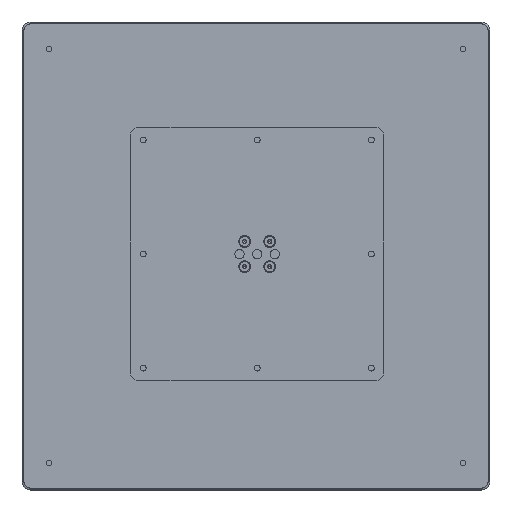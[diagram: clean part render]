
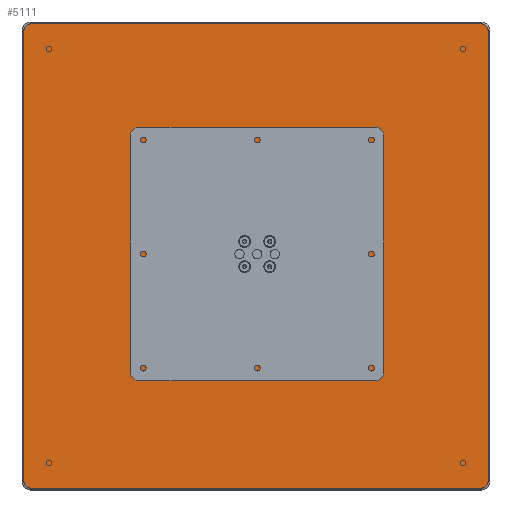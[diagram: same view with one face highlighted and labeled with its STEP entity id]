
A CAD part, top view. The second image highlights one B-rep face of the part: STEP entity #5111.
In plain terms, the highlighted planar face has unit normal (0, 0, 1).
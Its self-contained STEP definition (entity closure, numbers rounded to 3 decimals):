
#5111=ADVANCED_FACE('',(#12122,#12123,#12124,#12125,#12126,#12127,#12128,#12129),#12130,.F.);
#12122=FACE_OUTER_BOUND('',#17395,.T.);
#12123=FACE_BOUND('',#17396,.T.);
#12124=FACE_BOUND('',#17397,.T.);
#12125=FACE_BOUND('',#17398,.T.);
#12126=FACE_BOUND('',#17399,.T.);
#12127=FACE_BOUND('',#17400,.T.);
#12128=FACE_BOUND('',#17401,.T.);
#12129=FACE_BOUND('',#17402,.T.);
#12130=PLANE('',#17403);
#17395=EDGE_LOOP('',(#33682,#33683,#33684,#33685,#33686,#33687,#33688,#33689));
#17396=EDGE_LOOP('',(#33690,#33691));
#17397=EDGE_LOOP('',(#33692,#33693));
#17398=EDGE_LOOP('',(#33694,#33695));
#17399=EDGE_LOOP('',(#33696,#33697));
#17400=EDGE_LOOP('',(#33698,#33699));
#17401=EDGE_LOOP('',(#33700,#33701));
#17402=EDGE_LOOP('',(#33702,#33703));
#17403=AXIS2_PLACEMENT_3D('',#33704,#33705,#33706);
#33682=ORIENTED_EDGE('',*,*,#41458,.T.);
#33683=ORIENTED_EDGE('',*,*,#41459,.T.);
#33684=ORIENTED_EDGE('',*,*,#41460,.T.);
#33685=ORIENTED_EDGE('',*,*,#41461,.T.);
#33686=ORIENTED_EDGE('',*,*,#41462,.T.);
#33687=ORIENTED_EDGE('',*,*,#41463,.T.);
#33688=ORIENTED_EDGE('',*,*,#41464,.T.);
#33689=ORIENTED_EDGE('',*,*,#41465,.T.);
#33690=ORIENTED_EDGE('',*,*,#41429,.F.);
#33691=ORIENTED_EDGE('',*,*,#41389,.F.);
#33692=ORIENTED_EDGE('',*,*,#41427,.F.);
#33693=ORIENTED_EDGE('',*,*,#41393,.F.);
#33694=ORIENTED_EDGE('',*,*,#41425,.F.);
#33695=ORIENTED_EDGE('',*,*,#41397,.F.);
#33696=ORIENTED_EDGE('',*,*,#41423,.F.);
#33697=ORIENTED_EDGE('',*,*,#41401,.F.);
#33698=ORIENTED_EDGE('',*,*,#41421,.F.);
#33699=ORIENTED_EDGE('',*,*,#41405,.F.);
#33700=ORIENTED_EDGE('',*,*,#41419,.F.);
#33701=ORIENTED_EDGE('',*,*,#41409,.F.);
#33702=ORIENTED_EDGE('',*,*,#41417,.F.);
#33703=ORIENTED_EDGE('',*,*,#41413,.F.);
#33704=CARTESIAN_POINT('',(-93.833,-118.935,10.0));
#33705=DIRECTION('',(0.0,0.0,-1.0));
#33706=DIRECTION('',(1.0,0.0,0.0));
#41389=EDGE_CURVE('',#49894,#49897,#49898,.F.);
#41393=EDGE_CURVE('',#49902,#49905,#49906,.F.);
#41397=EDGE_CURVE('',#49910,#49913,#49914,.F.);
#41401=EDGE_CURVE('',#49918,#49921,#49922,.F.);
#41405=EDGE_CURVE('',#49926,#49929,#49930,.F.);
#41409=EDGE_CURVE('',#49934,#49937,#49938,.F.);
#41413=EDGE_CURVE('',#49942,#49945,#49946,.F.);
#41417=EDGE_CURVE('',#49945,#49942,#49951,.F.);
#41419=EDGE_CURVE('',#49937,#49934,#49953,.F.);
#41421=EDGE_CURVE('',#49929,#49926,#49955,.F.);
#41423=EDGE_CURVE('',#49921,#49918,#49957,.F.);
#41425=EDGE_CURVE('',#49913,#49910,#49959,.F.);
#41427=EDGE_CURVE('',#49905,#49902,#49961,.F.);
#41429=EDGE_CURVE('',#49897,#49894,#49963,.F.);
#41458=EDGE_CURVE('',#50016,#50017,#50018,.F.);
#41459=EDGE_CURVE('',#50017,#50019,#50020,.F.);
#41460=EDGE_CURVE('',#50019,#50021,#50022,.F.);
#41461=EDGE_CURVE('',#50021,#50023,#50024,.F.);
#41462=EDGE_CURVE('',#50023,#50025,#50026,.F.);
#41463=EDGE_CURVE('',#50025,#50027,#50028,.F.);
#41464=EDGE_CURVE('',#50027,#50029,#50030,.F.);
#41465=EDGE_CURVE('',#50029,#50016,#50031,.F.);
#49894=VERTEX_POINT('',#60213);
#49897=VERTEX_POINT('',#60217);
#49898=CIRCLE('',#60218,3.25);
#49902=VERTEX_POINT('',#60223);
#49905=VERTEX_POINT('',#60227);
#49906=CIRCLE('',#60228,3.25);
#49910=VERTEX_POINT('',#60233);
#49913=VERTEX_POINT('',#60237);
#49914=CIRCLE('',#60238,3.25);
#49918=VERTEX_POINT('',#60243);
#49921=VERTEX_POINT('',#60247);
#49922=CIRCLE('',#60248,3.25);
#49926=VERTEX_POINT('',#60253);
#49929=VERTEX_POINT('',#60257);
#49930=CIRCLE('',#60258,5.5);
#49934=VERTEX_POINT('',#60263);
#49937=VERTEX_POINT('',#60267);
#49938=CIRCLE('',#60268,5.5);
#49942=VERTEX_POINT('',#60273);
#49945=VERTEX_POINT('',#60277);
#49946=CIRCLE('',#60278,5.5);
#49951=CIRCLE('',#60284,5.5);
#49953=CIRCLE('',#60286,5.5);
#49955=CIRCLE('',#60288,5.5);
#49957=CIRCLE('',#60290,3.25);
#49959=CIRCLE('',#60292,3.25);
#49961=CIRCLE('',#60294,3.25);
#49963=CIRCLE('',#60296,3.25);
#50016=VERTEX_POINT('',#60369);
#50017=VERTEX_POINT('',#60370);
#50018=LINE('',#60371,#60372);
#50019=VERTEX_POINT('',#60373);
#50020=CIRCLE('',#60374,8.0);
#50021=VERTEX_POINT('',#60375);
#50022=LINE('',#60376,#60377);
#50023=VERTEX_POINT('',#60378);
#50024=CIRCLE('',#60379,8.0);
#50025=VERTEX_POINT('',#60380);
#50026=LINE('',#60381,#60382);
#50027=VERTEX_POINT('',#60383);
#50028=CIRCLE('',#60384,8.0);
#50029=VERTEX_POINT('',#60385);
#50030=LINE('',#60386,#60387);
#50031=CIRCLE('',#60388,8.0);
#60213=CARTESIAN_POINT('',(-111.933,-104.085,10.0));
#60217=CARTESIAN_POINT('',(-105.433,-104.085,10.0));
#60218=AXIS2_PLACEMENT_3D('',#69287,#69288,#69289);
#60223=CARTESIAN_POINT('',(-82.233,-104.085,10.0));
#60227=CARTESIAN_POINT('',(-75.733,-104.085,10.0));
#60228=AXIS2_PLACEMENT_3D('',#69295,#69296,#69297);
#60233=CARTESIAN_POINT('',(-82.233,-133.785,10.0));
#60237=CARTESIAN_POINT('',(-75.733,-133.785,10.0));
#60238=AXIS2_PLACEMENT_3D('',#69303,#69304,#69305);
#60243=CARTESIAN_POINT('',(-111.933,-133.785,10.0));
#60247=CARTESIAN_POINT('',(-105.433,-133.785,10.0));
#60248=AXIS2_PLACEMENT_3D('',#69311,#69312,#69313);
#60253=CARTESIAN_POINT('',(-120.333,-118.935,10.0));
#60257=CARTESIAN_POINT('',(-109.333,-118.935,10.0));
#60258=AXIS2_PLACEMENT_3D('',#69319,#69320,#69321);
#60263=CARTESIAN_POINT('',(-99.333,-118.935,10.0));
#60267=CARTESIAN_POINT('',(-88.333,-118.935,10.0));
#60268=AXIS2_PLACEMENT_3D('',#69327,#69328,#69329);
#60273=CARTESIAN_POINT('',(-78.333,-118.935,10.0));
#60277=CARTESIAN_POINT('',(-67.333,-118.935,10.0));
#60278=AXIS2_PLACEMENT_3D('',#69335,#69336,#69337);
#60284=AXIS2_PLACEMENT_3D('',#69345,#69346,#69347);
#60286=AXIS2_PLACEMENT_3D('',#69351,#69352,#69353);
#60288=AXIS2_PLACEMENT_3D('',#69357,#69358,#69359);
#60290=AXIS2_PLACEMENT_3D('',#69363,#69364,#69365);
#60292=AXIS2_PLACEMENT_3D('',#69369,#69370,#69371);
#60294=AXIS2_PLACEMENT_3D('',#69375,#69376,#69377);
#60296=AXIS2_PLACEMENT_3D('',#69381,#69382,#69383);
#60369=CARTESIAN_POINT('',(-360.833,-393.935,10.0));
#60370=CARTESIAN_POINT('',(173.167,-393.935,10.0));
#60371=CARTESIAN_POINT('',(173.167,-393.935,10.0));
#60372=VECTOR('',#69428,1000.0);
#60373=CARTESIAN_POINT('',(181.167,-385.935,10.0));
#60374=AXIS2_PLACEMENT_3D('',#69429,#69430,#69431);
#60375=CARTESIAN_POINT('',(181.167,148.065,10.0));
#60376=CARTESIAN_POINT('',(181.167,148.065,10.0));
#60377=VECTOR('',#69432,1000.0);
#60378=CARTESIAN_POINT('',(173.167,156.065,10.0));
#60379=AXIS2_PLACEMENT_3D('',#69433,#69434,#69435);
#60380=CARTESIAN_POINT('',(-360.833,156.065,10.0));
#60381=CARTESIAN_POINT('',(-360.833,156.065,10.0));
#60382=VECTOR('',#69436,1000.0);
#60383=CARTESIAN_POINT('',(-368.833,148.065,10.0));
#60384=AXIS2_PLACEMENT_3D('',#69437,#69438,#69439);
#60385=CARTESIAN_POINT('',(-368.833,-385.935,10.0));
#60386=CARTESIAN_POINT('',(-368.833,-385.935,10.0));
#60387=VECTOR('',#69440,1000.0);
#60388=AXIS2_PLACEMENT_3D('',#69441,#69442,#69443);
#69287=CARTESIAN_POINT('',(-108.683,-104.085,10.0));
#69288=DIRECTION('',(0.0,0.0,-1.0));
#69289=DIRECTION('',(1.0,0.0,0.0));
#69295=CARTESIAN_POINT('',(-78.983,-104.085,10.0));
#69296=DIRECTION('',(0.0,0.0,-1.0));
#69297=DIRECTION('',(1.0,0.0,0.0));
#69303=CARTESIAN_POINT('',(-78.983,-133.785,10.0));
#69304=DIRECTION('',(0.0,0.0,-1.0));
#69305=DIRECTION('',(1.0,0.0,0.0));
#69311=CARTESIAN_POINT('',(-108.683,-133.785,10.0));
#69312=DIRECTION('',(0.0,0.0,-1.0));
#69313=DIRECTION('',(1.0,0.0,0.0));
#69319=CARTESIAN_POINT('',(-114.833,-118.935,10.0));
#69320=DIRECTION('',(0.0,0.0,-1.0));
#69321=DIRECTION('',(1.0,0.0,0.0));
#69327=CARTESIAN_POINT('',(-93.833,-118.935,10.0));
#69328=DIRECTION('',(0.0,0.0,-1.0));
#69329=DIRECTION('',(1.0,0.0,0.0));
#69335=CARTESIAN_POINT('',(-72.833,-118.935,10.0));
#69336=DIRECTION('',(0.0,0.0,-1.0));
#69337=DIRECTION('',(1.0,0.0,0.0));
#69345=CARTESIAN_POINT('',(-72.833,-118.935,10.0));
#69346=DIRECTION('',(0.0,0.0,-1.0));
#69347=DIRECTION('',(1.0,0.0,0.0));
#69351=CARTESIAN_POINT('',(-93.833,-118.935,10.0));
#69352=DIRECTION('',(0.0,0.0,-1.0));
#69353=DIRECTION('',(1.0,0.0,0.0));
#69357=CARTESIAN_POINT('',(-114.833,-118.935,10.0));
#69358=DIRECTION('',(0.0,0.0,-1.0));
#69359=DIRECTION('',(1.0,0.0,0.0));
#69363=CARTESIAN_POINT('',(-108.683,-133.785,10.0));
#69364=DIRECTION('',(0.0,0.0,-1.0));
#69365=DIRECTION('',(1.0,0.0,0.0));
#69369=CARTESIAN_POINT('',(-78.983,-133.785,10.0));
#69370=DIRECTION('',(0.0,0.0,-1.0));
#69371=DIRECTION('',(1.0,0.0,0.0));
#69375=CARTESIAN_POINT('',(-78.983,-104.085,10.0));
#69376=DIRECTION('',(0.0,0.0,-1.0));
#69377=DIRECTION('',(1.0,0.0,0.0));
#69381=CARTESIAN_POINT('',(-108.683,-104.085,10.0));
#69382=DIRECTION('',(0.0,0.0,-1.0));
#69383=DIRECTION('',(1.0,0.0,0.0));
#69428=DIRECTION('',(-1.0,0.0,0.0));
#69429=CARTESIAN_POINT('',(173.167,-385.935,10.0));
#69430=DIRECTION('',(0.0,0.0,-1.0));
#69431=DIRECTION('',(1.0,0.0,0.0));
#69432=DIRECTION('',(0.,-1.0,0.0));
#69433=CARTESIAN_POINT('',(173.167,148.065,10.0));
#69434=DIRECTION('',(0.0,0.0,-1.0));
#69435=DIRECTION('',(1.0,0.0,0.0));
#69436=DIRECTION('',(1.0,0.0,0.0));
#69437=CARTESIAN_POINT('',(-360.833,148.065,10.0));
#69438=DIRECTION('',(0.0,0.0,-1.0));
#69439=DIRECTION('',(1.0,0.0,0.0));
#69440=DIRECTION('',(0.0,1.0,0.0));
#69441=CARTESIAN_POINT('',(-360.833,-385.935,10.0));
#69442=DIRECTION('',(0.0,0.0,-1.0));
#69443=DIRECTION('',(1.0,0.0,0.0));
